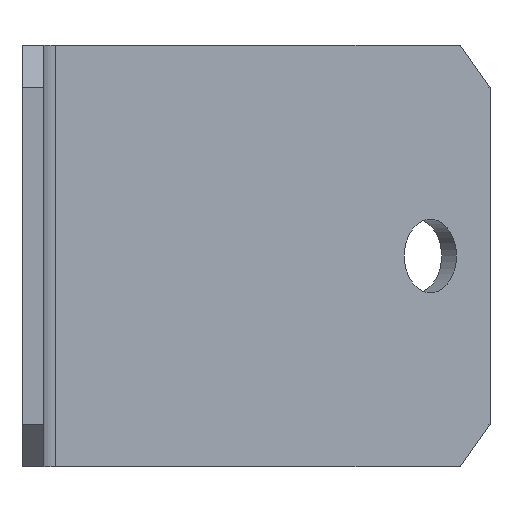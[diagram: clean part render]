
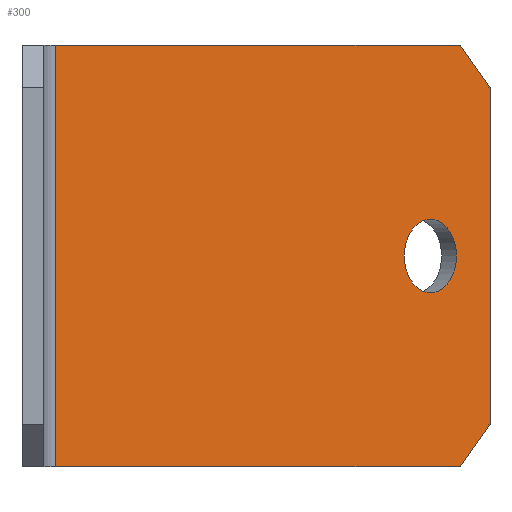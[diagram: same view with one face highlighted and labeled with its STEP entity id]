
A CAD part, front view. The second image highlights one B-rep face of the part: STEP entity #300.
In plain terms, the highlighted planar face has unit normal (0.707, -0.707, 0).
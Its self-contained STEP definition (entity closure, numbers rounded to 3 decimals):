
#22=FACE_BOUND('',#55,.T.);
#28=CIRCLE('',#319,1.75);
#38=FACE_OUTER_BOUND('',#54,.T.);
#54=EDGE_LOOP('',(#214,#215,#216,#217,#218,#219));
#55=EDGE_LOOP('',(#220));
#76=LINE('',#430,#108);
#78=LINE('',#434,#110);
#81=LINE('',#440,#113);
#82=LINE('',#442,#114);
#83=LINE('',#444,#115);
#84=LINE('',#445,#116);
#108=VECTOR('',#346,2.828);
#110=VECTOR('',#350,16.);
#113=VECTOR('',#355,27.172);
#114=VECTOR('',#356,20.);
#115=VECTOR('',#357,27.172);
#116=VECTOR('',#358,2.828);
#140=VERTEX_POINT('',#427);
#141=VERTEX_POINT('',#429);
#142=VERTEX_POINT('',#433);
#144=VERTEX_POINT('',#439);
#145=VERTEX_POINT('',#441);
#146=VERTEX_POINT('',#443);
#147=VERTEX_POINT('',#446);
#168=EDGE_CURVE('',#140,#141,#76,.T.);
#170=EDGE_CURVE('',#142,#141,#78,.T.);
#173=EDGE_CURVE('',#144,#140,#81,.T.);
#174=EDGE_CURVE('',#144,#145,#82,.T.);
#175=EDGE_CURVE('',#145,#146,#83,.T.);
#176=EDGE_CURVE('',#142,#146,#84,.T.);
#177=EDGE_CURVE('',#147,#147,#28,.T.);
#214=ORIENTED_EDGE('',*,*,#168,.F.);
#215=ORIENTED_EDGE('',*,*,#173,.F.);
#216=ORIENTED_EDGE('',*,*,#174,.T.);
#217=ORIENTED_EDGE('',*,*,#175,.T.);
#218=ORIENTED_EDGE('',*,*,#176,.F.);
#219=ORIENTED_EDGE('',*,*,#170,.T.);
#220=ORIENTED_EDGE('',*,*,#177,.F.);
#288=PLANE('',#318);
#300=ADVANCED_FACE('',(#38,#22),#288,.T.);
#318=AXIS2_PLACEMENT_3D('',#438,#353,#354);
#319=AXIS2_PLACEMENT_3D('',#447,#359,#360);
#346=DIRECTION('',(0.5,0.5,-0.707));
#350=DIRECTION('',(0.,0.,1.));
#353=DIRECTION('center_axis',(0.707,-0.707,0.));
#354=DIRECTION('ref_axis',(-0.707,-0.707,0.));
#355=DIRECTION('',(0.707,0.707,0.));
#356=DIRECTION('',(0.,0.,-1.));
#357=DIRECTION('',(0.707,0.707,0.));
#358=DIRECTION('',(-0.5,-0.5,-0.707));
#359=DIRECTION('center_axis',(0.707,-0.707,0.));
#360=DIRECTION('ref_axis',(0.707,0.707,0.));
#427=CARTESIAN_POINT('',(43.249,85.928,20.));
#429=CARTESIAN_POINT('',(44.663,87.342,18.));
#430=CARTESIAN_POINT('',(47.491,90.17,14.));
#433=CARTESIAN_POINT('',(44.663,87.342,2.));
#434=CARTESIAN_POINT('',(44.663,87.342,0.));
#438=CARTESIAN_POINT('Origin',(44.663,87.342,0.));
#439=CARTESIAN_POINT('',(24.036,66.714,20.));
#440=CARTESIAN_POINT('',(23.45,66.129,20.));
#441=CARTESIAN_POINT('',(24.036,66.714,0.));
#442=CARTESIAN_POINT('',(24.036,66.714,0.));
#443=CARTESIAN_POINT('',(43.249,85.928,0.));
#444=CARTESIAN_POINT('',(23.45,66.129,0.));
#445=CARTESIAN_POINT('',(43.956,86.635,1.));
#446=CARTESIAN_POINT('',(43.072,85.751,10.));
#447=CARTESIAN_POINT('Origin',(41.835,84.513,10.));
